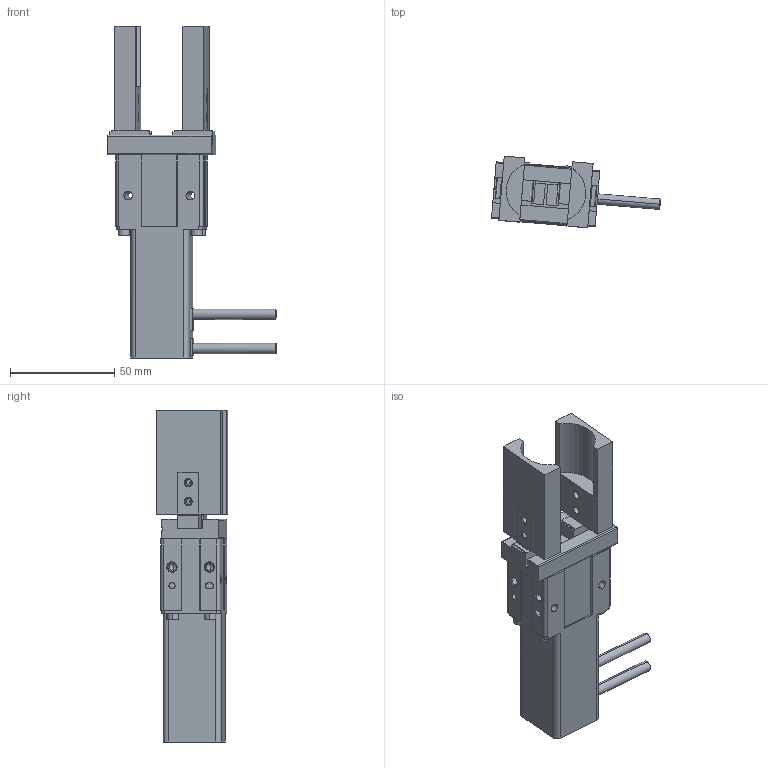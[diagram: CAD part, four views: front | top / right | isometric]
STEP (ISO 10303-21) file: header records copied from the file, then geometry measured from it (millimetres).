
FILE_DESCRIPTION(('CATIA V5 STEP Exchange'),'2;1');
FILE_NAME('LEHZ20K2_10_16_0_.stp','2022-03-12T10:04:30+00:00',('none'),('none'),'CATIA Version 5-6 Release 2017','CATIA V5 STEP AP203','none');
FILE_SCHEMA(('CONFIG_CONTROL_DESIGN'));
Length unit declared in the file: millimetre
Products named in the file (1): LEHZ20K2_10_16_0_
Assembly tree (5 placements, depth 2):
  LEHZ20K2_10_16_0_
    #57  x2
    #1225
    #6857  x2
Bounding box: 81.26 x 34.46 x 159.6 mm (x, y, z)
Volume: 125796.5 mm3; surface area: 32973.1 mm2
Topology: 5 solids, 5 shells, 282 faces, 724 edges, 470 vertices
Faces by surface type: plane 179, cylinder 75, cone 28
Entity records: 7354 total; most frequent: CARTESIAN_POINT 1817, ORIENTED_EDGE 1168, DIRECTION 983, EDGE_CURVE 584, VECTOR 430, LINE 430, VERTEX_POINT 382, AXIS2_PLACEMENT_3D 315
